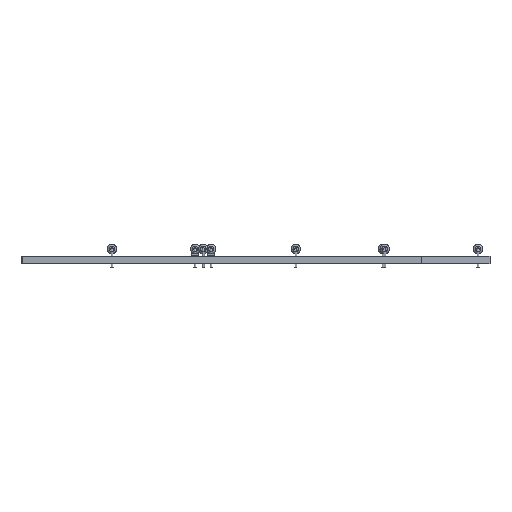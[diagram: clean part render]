
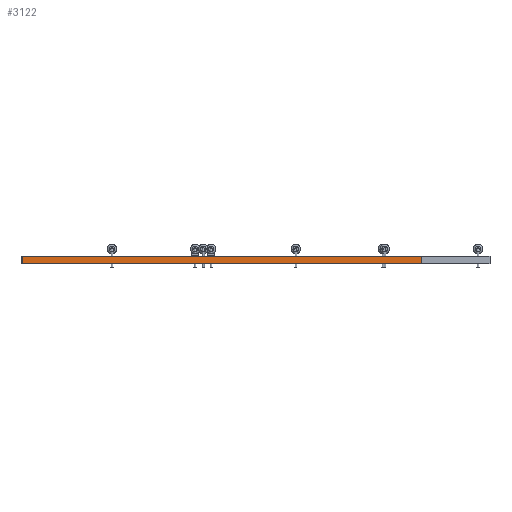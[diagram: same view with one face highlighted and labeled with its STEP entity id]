
A CAD part, left-side view. The second image highlights one B-rep face of the part: STEP entity #3122.
In plain terms, the highlighted planar face has unit normal (-1, 0, 0).
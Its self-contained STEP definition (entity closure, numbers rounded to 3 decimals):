
#3006 = EDGE_CURVE('',#3007,#3009,#3011,.T.);
#3007 = VERTEX_POINT('',#3008);
#3008 = CARTESIAN_POINT('',(12.08,-11.775,0.));
#3009 = VERTEX_POINT('',#3010);
#3010 = CARTESIAN_POINT('',(12.08,-11.775,1.6));
#3011 = SURFACE_CURVE('',#3012,(#3016,#3028),.PCURVE_S1.);
#3012 = LINE('',#3013,#3014);
#3013 = CARTESIAN_POINT('',(12.08,-11.775,0.));
#3014 = VECTOR('',#3015,1.);
#3015 = DIRECTION('',(0.,0.,1.));
#3016 = PCURVE('',#3017,#3022);
#3017 = PLANE('',#3018);
#3018 = AXIS2_PLACEMENT_3D('',#3019,#3020,#3021);
#3019 = CARTESIAN_POINT('',(12.08,-11.775,0.));
#3020 = DIRECTION('',(0.,1.,0.));
#3021 = DIRECTION('',(1.,0.,0.));
#3022 = DEFINITIONAL_REPRESENTATION('',(#3023),#3027);
#3023 = LINE('',#3024,#3025);
#3024 = CARTESIAN_POINT('',(0.,0.));
#3025 = VECTOR('',#3026,1.);
#3026 = DIRECTION('',(0.,-1.));
#3027 = ( GEOMETRIC_REPRESENTATION_CONTEXT(2) 
PARAMETRIC_REPRESENTATION_CONTEXT() REPRESENTATION_CONTEXT('2D SPACE',''
  ) );
#3028 = PCURVE('',#3029,#3034);
#3029 = PLANE('',#3030);
#3030 = AXIS2_PLACEMENT_3D('',#3031,#3032,#3033);
#3031 = CARTESIAN_POINT('',(12.065,-97.123,0.));
#3032 = DIRECTION('',(-1.,0.,0.));
#3033 = DIRECTION('',(0.,1.,0.));
#3034 = DEFINITIONAL_REPRESENTATION('',(#3035),#3039);
#3035 = LINE('',#3036,#3037);
#3036 = CARTESIAN_POINT('',(85.348,0.));
#3037 = VECTOR('',#3038,1.);
#3038 = DIRECTION('',(0.,-1.));
#3039 = ( GEOMETRIC_REPRESENTATION_CONTEXT(2) 
PARAMETRIC_REPRESENTATION_CONTEXT() REPRESENTATION_CONTEXT('2D SPACE',''
  ) );
#3057 = PLANE('',#3058);
#3058 = AXIS2_PLACEMENT_3D('',#3059,#3060,#3061);
#3059 = CARTESIAN_POINT('',(72.36,-60.675,1.6));
#3060 = DIRECTION('',(-0.,-0.,-1.));
#3061 = DIRECTION('',(-1.,0.,0.));
#3111 = PLANE('',#3112);
#3112 = AXIS2_PLACEMENT_3D('',#3113,#3114,#3115);
#3113 = CARTESIAN_POINT('',(72.36,-60.675,0.));
#3114 = DIRECTION('',(-0.,-0.,-1.));
#3115 = DIRECTION('',(-1.,0.,0.));
#3122 = ADVANCED_FACE('',(#3123),#3029,.T.);
#3123 = FACE_BOUND('',#3124,.T.);
#3124 = EDGE_LOOP('',(#3125,#3155,#3176,#3177));
#3125 = ORIENTED_EDGE('',*,*,#3126,.T.);
#3126 = EDGE_CURVE('',#3127,#3129,#3131,.T.);
#3127 = VERTEX_POINT('',#3128);
#3128 = CARTESIAN_POINT('',(12.065,-97.123,0.));
#3129 = VERTEX_POINT('',#3130);
#3130 = CARTESIAN_POINT('',(12.065,-97.123,1.6));
#3131 = SURFACE_CURVE('',#3132,(#3136,#3143),.PCURVE_S1.);
#3132 = LINE('',#3133,#3134);
#3133 = CARTESIAN_POINT('',(12.065,-97.123,0.));
#3134 = VECTOR('',#3135,1.);
#3135 = DIRECTION('',(0.,0.,1.));
#3136 = PCURVE('',#3029,#3137);
#3137 = DEFINITIONAL_REPRESENTATION('',(#3138),#3142);
#3138 = LINE('',#3139,#3140);
#3139 = CARTESIAN_POINT('',(0.,0.));
#3140 = VECTOR('',#3141,1.);
#3141 = DIRECTION('',(0.,-1.));
#3142 = ( GEOMETRIC_REPRESENTATION_CONTEXT(2) 
PARAMETRIC_REPRESENTATION_CONTEXT() REPRESENTATION_CONTEXT('2D SPACE',''
  ) );
#3143 = PCURVE('',#3144,#3149);
#3144 = PLANE('',#3145);
#3145 = AXIS2_PLACEMENT_3D('',#3146,#3147,#3148);
#3146 = CARTESIAN_POINT('',(26.58,-111.775,0.));
#3147 = DIRECTION('',(-0.71,-0.704,0.));
#3148 = DIRECTION('',(-0.704,0.71,0.));
#3149 = DEFINITIONAL_REPRESENTATION('',(#3150),#3154);
#3150 = LINE('',#3151,#3152);
#3151 = CARTESIAN_POINT('',(20.624,0.));
#3152 = VECTOR('',#3153,1.);
#3153 = DIRECTION('',(0.,-1.));
#3154 = ( GEOMETRIC_REPRESENTATION_CONTEXT(2) 
PARAMETRIC_REPRESENTATION_CONTEXT() REPRESENTATION_CONTEXT('2D SPACE',''
  ) );
#3155 = ORIENTED_EDGE('',*,*,#3156,.T.);
#3156 = EDGE_CURVE('',#3129,#3009,#3157,.T.);
#3157 = SURFACE_CURVE('',#3158,(#3162,#3169),.PCURVE_S1.);
#3158 = LINE('',#3159,#3160);
#3159 = CARTESIAN_POINT('',(12.065,-97.123,1.6));
#3160 = VECTOR('',#3161,1.);
#3161 = DIRECTION('',(0.,1.,0.));
#3162 = PCURVE('',#3029,#3163);
#3163 = DEFINITIONAL_REPRESENTATION('',(#3164),#3168);
#3164 = LINE('',#3165,#3166);
#3165 = CARTESIAN_POINT('',(0.,-1.6));
#3166 = VECTOR('',#3167,1.);
#3167 = DIRECTION('',(1.,0.));
#3168 = ( GEOMETRIC_REPRESENTATION_CONTEXT(2) 
PARAMETRIC_REPRESENTATION_CONTEXT() REPRESENTATION_CONTEXT('2D SPACE',''
  ) );
#3169 = PCURVE('',#3057,#3170);
#3170 = DEFINITIONAL_REPRESENTATION('',(#3171),#3175);
#3171 = LINE('',#3172,#3173);
#3172 = CARTESIAN_POINT('',(60.295,-36.448));
#3173 = VECTOR('',#3174,1.);
#3174 = DIRECTION('',(0.,1.));
#3175 = ( GEOMETRIC_REPRESENTATION_CONTEXT(2) 
PARAMETRIC_REPRESENTATION_CONTEXT() REPRESENTATION_CONTEXT('2D SPACE',''
  ) );
#3176 = ORIENTED_EDGE('',*,*,#3006,.F.);
#3177 = ORIENTED_EDGE('',*,*,#3178,.F.);
#3178 = EDGE_CURVE('',#3127,#3007,#3179,.T.);
#3179 = SURFACE_CURVE('',#3180,(#3184,#3191),.PCURVE_S1.);
#3180 = LINE('',#3181,#3182);
#3181 = CARTESIAN_POINT('',(12.065,-97.123,0.));
#3182 = VECTOR('',#3183,1.);
#3183 = DIRECTION('',(0.,1.,0.));
#3184 = PCURVE('',#3029,#3185);
#3185 = DEFINITIONAL_REPRESENTATION('',(#3186),#3190);
#3186 = LINE('',#3187,#3188);
#3187 = CARTESIAN_POINT('',(0.,0.));
#3188 = VECTOR('',#3189,1.);
#3189 = DIRECTION('',(1.,0.));
#3190 = ( GEOMETRIC_REPRESENTATION_CONTEXT(2) 
PARAMETRIC_REPRESENTATION_CONTEXT() REPRESENTATION_CONTEXT('2D SPACE',''
  ) );
#3191 = PCURVE('',#3111,#3192);
#3192 = DEFINITIONAL_REPRESENTATION('',(#3193),#3197);
#3193 = LINE('',#3194,#3195);
#3194 = CARTESIAN_POINT('',(60.295,-36.448));
#3195 = VECTOR('',#3196,1.);
#3196 = DIRECTION('',(0.,1.));
#3197 = ( GEOMETRIC_REPRESENTATION_CONTEXT(2) 
PARAMETRIC_REPRESENTATION_CONTEXT() REPRESENTATION_CONTEXT('2D SPACE',''
  ) );
